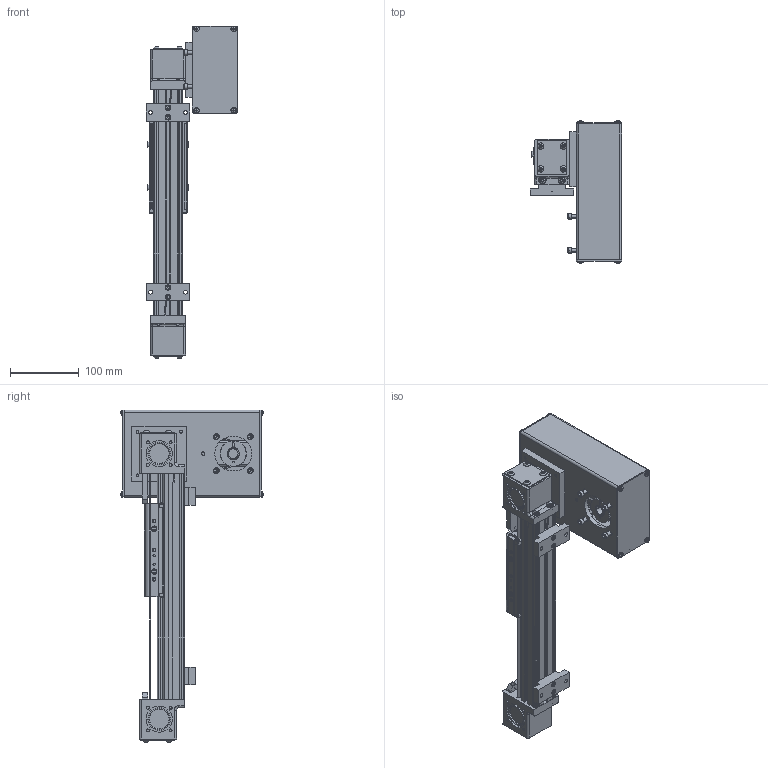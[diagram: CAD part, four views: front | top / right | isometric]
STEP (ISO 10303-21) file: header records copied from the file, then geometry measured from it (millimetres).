
FILE_DESCRIPTION (( 'STEP AP203' ), '1' );
FILE_NAME ('MXB-486766-1.step', '2025-04-22T14:03:15', ( '' ), ( '' ), 'SwSTEP 2.0', 'SolidWorks 2024', '' );
FILE_SCHEMA (( 'CONFIG_CONTROL_DESIGN' ));
Length unit declared in the file: inch
Products named in the file (6): tempJoin8_83169035_MXB-486766-1; 85259030_MXB-486766-1; Base_MXB-486766-1; temp0_11321783_MXB-486766-1_YMH-RP; MXB-486766-1; 85259806_MXB-486766-1
Assembly tree (6 placements, depth 2):
  MXB-486766-1
    85259806_MXB-486766-1
    85259030_MXB-486766-1  x2
    temp0_11321783_MXB-486766-1_YMH-RP
    tempJoin8_83169035_MXB-486766-1
    Base_MXB-486766-1
Bounding box: 133.19 x 207.32 x 483.42 mm (x, y, z)
Volume: 1679224.9 mm3; surface area: 440094.4 mm2
Topology: 18 solids, 48 shells, 2389 faces, 5796 edges, 3719 vertices
Faces by surface type: plane 1615, cylinder 582, cone 143, torus 24, sphere 24, bspline 1
Full cylindrical faces by diameter (mm): 2.5 x2, 3 x8, 3.3 x8, 3.531 x8, 3.967 x1, 4 x8, 4.039 x7, 4.2 x24, 4.318 x8, 4.826 x6, 4.928 x4, 5 x11, 5.105 x14, 5.232 x1, 5.5 x8, 5.613 x8, 6 x1, 6.35 x6, 6.604 x4, 7 x8, 7.137 x1, 7.874 x4, 7.9 x4, 7.925 x1, 7.938 x5, 8.042 x8, 8.331 x1, 8.5 x12, 9.398 x8, 9.5 x8
Entity records: 65595 total; most frequent: CARTESIAN_POINT 12274, DIRECTION 11125, ORIENTED_EDGE 10166, EDGE_CURVE 5083, AXIS2_PLACEMENT_3D 3892, VERTEX_POINT 3421, VECTOR 3341, LINE 3341
